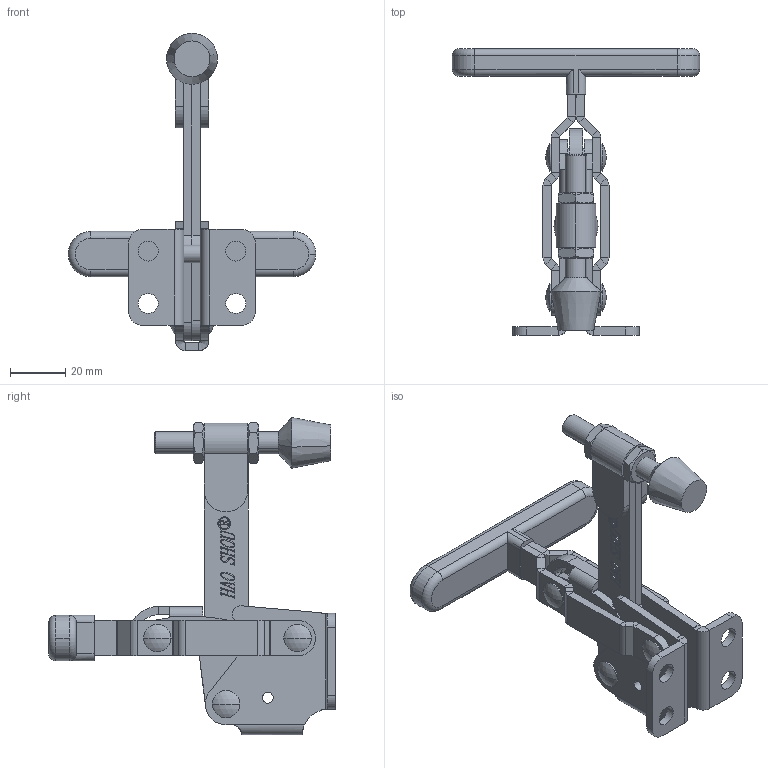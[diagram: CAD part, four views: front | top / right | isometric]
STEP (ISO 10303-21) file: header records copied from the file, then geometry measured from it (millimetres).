
FILE_DESCRIPTION (( 'STEP AP203' ), '1' );
FILE_NAME ('HS-12141.STEP', '2019-09-23T00:51:00', ( '微软用户' ), ( '微软中国' ), 'SwSTEP 2.0', 'SolidWorks 2012', '' );
FILE_SCHEMA (( 'CONFIG_CONTROL_DESIGN' ));
Length unit declared in the file: millimetre
Products named in the file (15): HS-12141; 酗种; 傻种; 蟀裝; 妗陑揤參蚾饜极; hex thin nuts-grades ab-chamfered gb_GB_FASTENER_NUT_STNAB M8-N; hexagon head bolts-full thread gb_GB_FASTENER_BOLT_STBAB A M8X55-C; 標; 揤輸; 妗陑揤參; T倰忒梟蚾饜极; 忒梟; 筵忒參; 楊擘菁釱
Assembly tree (17 placements, depth 3):
  HS-12141
    楊擘菁釱
    T倰忒梟蚾饜极
      筵忒參
      忒梟  x2
    妗陑揤參蚾饜极
      妗陑揤參
      妗陑揤參
      揤輸
      標
      hexagon head bolts-full thread gb_GB_FASTENER_BOLT_STBAB A M8X55-C
      hex thin nuts-grades ab-chamfered gb_GB_FASTENER_NUT_STNAB M8-N  x2
    蟀裝
    傻种
    酗种  x2
Bounding box: 90 x 104.2 x 115.34 mm (x, y, z)
Volume: 58161.2 mm3; surface area: 40311.5 mm2
Topology: 15 solids, 15 shells, 783 faces, 1977 edges, 1256 vertices
Faces by surface type: plane 446, cylinder 170, bspline 119, cone 30, sphere 12, torus 6
Entity records: 28442 total; most frequent: CARTESIAN_POINT 10371, ORIENTED_EDGE 3582, DIRECTION 3041, EDGE_CURVE 1791, VECTOR 1189, LINE 1189, VERTEX_POINT 1150, AXIS2_PLACEMENT_3D 926
